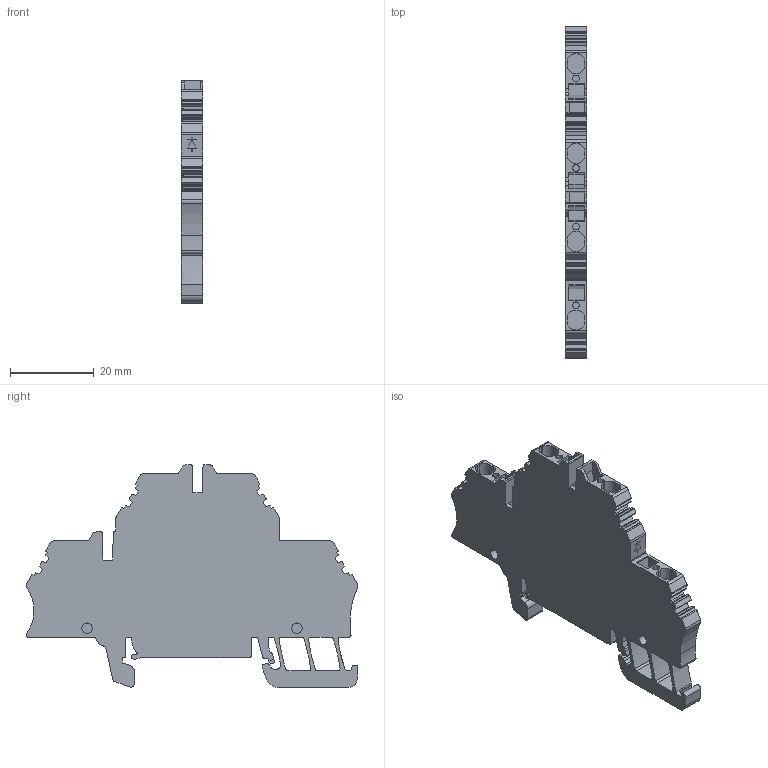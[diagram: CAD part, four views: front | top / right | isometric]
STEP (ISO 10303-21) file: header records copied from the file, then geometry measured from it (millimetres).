
FILE_DESCRIPTION(('CATIA V5 STEP Exchange','CAx-IF Rec.Pracs.--- Model Styling and Organization---1.4--- 2014-01-23'),'2;1');
FILE_NAME ('1233317-2_0', '2021-04-27T08:56:03+00:00', ('none'), ('Weidmueller'), 'CATIA Version 5-6 Release 2016 SP3 HF44', 'CATIA V5 STEP AP214', 'none');
FILE_SCHEMA(('AUTOMOTIVE_DESIGN { 1 0 10303 214 1 1 1 1 }'));
Length unit declared in the file: millimetre
Products named in the file (1): 2738140000
Bounding box: 5.1 x 79.06 x 52.98 mm (x, y, z)
Volume: 12027.5 mm3; surface area: 8353.1 mm2
Topology: 2 solids, 2 shells, 445 faces, 1263 edges, 839 vertices
Faces by surface type: plane 290, cylinder 155
Entity records: 13859 total; most frequent: ORIENTED_EDGE 2526, CARTESIAN_POINT 2489, DIRECTION 2028, EDGE_CURVE 1263, VECTOR 945, LINE 945, VERTEX_POINT 839, AXIS2_PLACEMENT_3D 701
